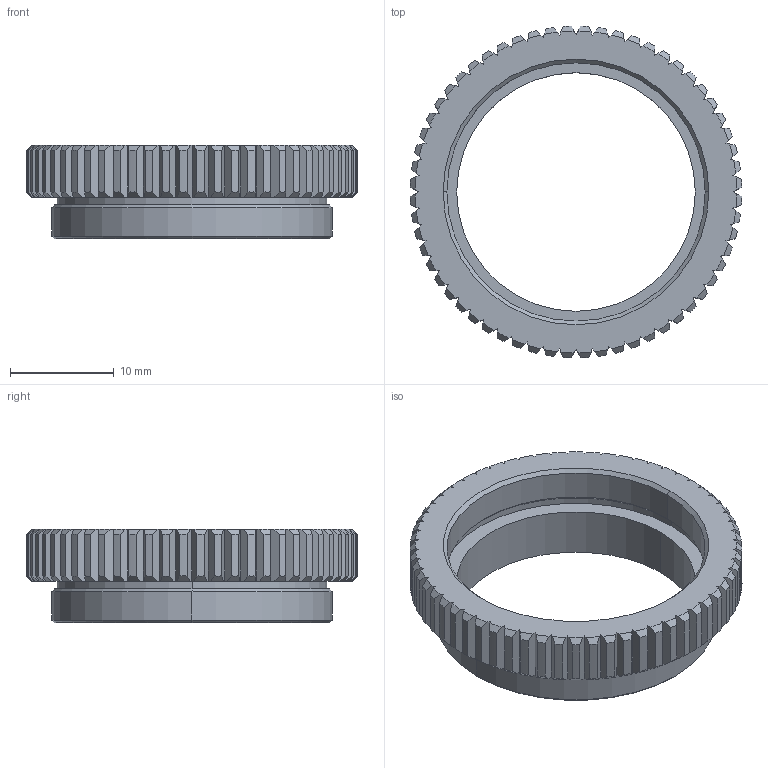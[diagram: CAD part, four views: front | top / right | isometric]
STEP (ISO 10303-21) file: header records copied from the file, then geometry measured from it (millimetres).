
FILE_DESCRIPTION (( 'STEP AP203' ), '1' );
FILE_NAME ('56784.step', '2011-07-12T15:55:55', ( 'EO' ), ( 'EO' ), 'SwSTEP 2.0', 'SolidWorks 2011', '' );
FILE_SCHEMA (( 'CONFIG_CONTROL_DESIGN' ));
Length unit declared in the file: millimetre
Products named in the file (1): 56784
Bounding box: 31.99 x 31.99 x 9 mm (x, y, z)
Volume: 2068.1 mm3; surface area: 2577.7 mm2
Topology: 1 solids, 1 shells, 324 faces, 946 edges, 628 vertices
Faces by surface type: cone 128, plane 126, cylinder 70
Entity records: 11075 total; most frequent: CARTESIAN_POINT 2619, ORIENTED_EDGE 1892, DIRECTION 1624, EDGE_CURVE 946, VERTEX_POINT 628, AXIS2_PLACEMENT_3D 593, VECTOR 438, LINE 438
